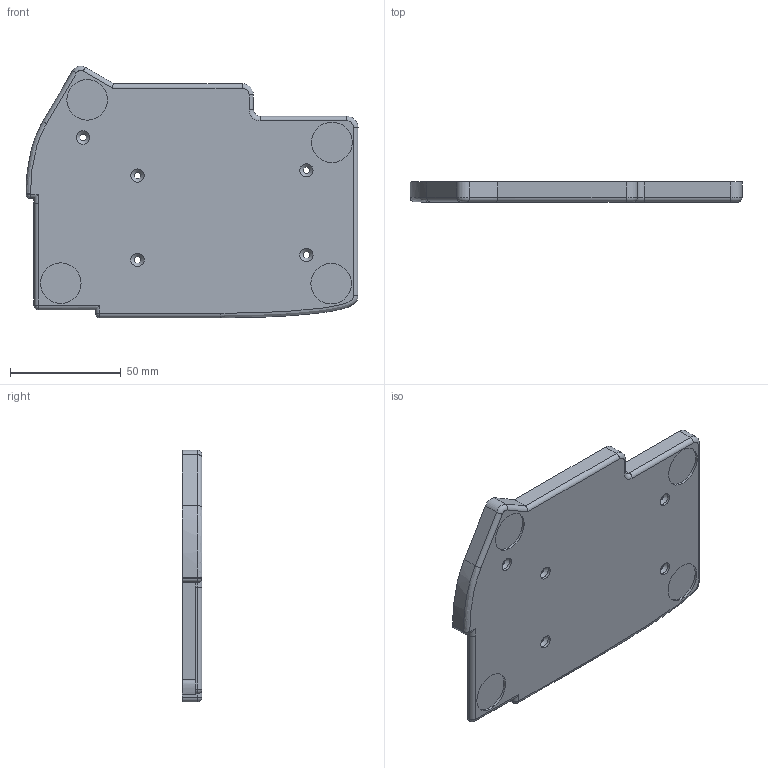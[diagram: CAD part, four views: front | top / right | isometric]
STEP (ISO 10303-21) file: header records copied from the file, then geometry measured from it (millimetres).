
FILE_DESCRIPTION(/* description */ (''),/* implementation_level */ '2;1');
FILE_NAME(/* name */ 'Lily58 Case Cherry V3 - Bottom.step',/* time_stamp */ '2024-02-25T20:13:10-03:00',/* author */ (''),/* organization */ (''),/* preprocessor_version */ 'ST-DEVELOPER v20',/* originating_system */ 'Autodesk Translation Framework v12.14.0.127',/* authorisation */ '');
FILE_SCHEMA (('AUTOMOTIVE_DESIGN { 1 0 10303 214 3 1 1 }'));
Length unit declared in the file: millimetre
Products named in the file (1): Lily58 alt case_Case Cherry V3
Bounding box: 149.72 x 9 x 113.55 mm (x, y, z)
Volume: 49178.2 mm3; surface area: 35717 mm2
Topology: 1 solids, 1 shells, 139 faces, 338 edges, 215 vertices
Faces by surface type: plane 79, cylinder 38, bspline 11, cone 5, torus 4, sphere 2
Full cylindrical faces by diameter (mm): 3 x5, 6 x5, 18.3 x4
Entity records: 5126 total; most frequent: CARTESIAN_POINT 1836, ORIENTED_EDGE 674, DIRECTION 647, EDGE_CURVE 337, LINE 229, VECTOR 229, VERTEX_POINT 215, AXIS2_PLACEMENT_3D 209
